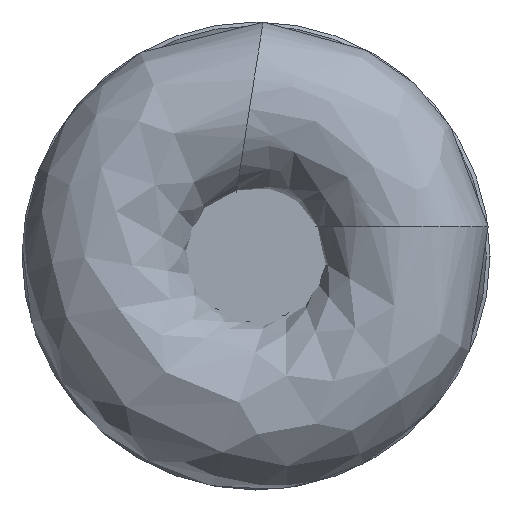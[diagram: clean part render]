
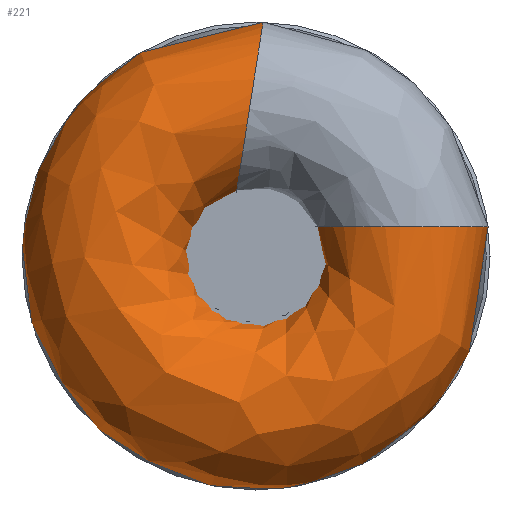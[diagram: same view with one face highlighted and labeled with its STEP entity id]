
A CAD part, left-side view. The second image highlights one B-rep face of the part: STEP entity #221.
In plain terms, the highlighted free-form (B-spline) face has degree [3, 3] with [7, 7] control points.
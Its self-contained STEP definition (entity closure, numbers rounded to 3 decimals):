
#221=ADVANCED_FACE('',(#245,#246),#243,.F.);
#243=(
BOUNDED_SURFACE()
B_SPLINE_SURFACE(3,3,((#557,#558,#559,#560,#561,#562,#563),(#564,#565,#566,
#567,#568,#569,#570),(#571,#572,#573,#574,#575,#576,#577),(#578,#579,#580,
#581,#582,#583,#584),(#585,#586,#587,#588,#589,#590,#591),(#592,#593,#594,
#595,#596,#597,#598),(#599,#600,#601,#602,#603,#604,#605)),
 .UNSPECIFIED.,.T.,.F.,.F.)
B_SPLINE_SURFACE_WITH_KNOTS((1,3,3,3,1),(4,3,4),(-0.5,0.,0.5,1.,1.5),(0.,
0.5,1.),.UNSPECIFIED.)
GEOMETRIC_REPRESENTATION_ITEM()
RATIONAL_B_SPLINE_SURFACE(((1.,0.564,0.564,1.,0.564,
0.564,1.),(0.333,0.188,0.188,
0.333,0.188,0.188,0.333),
(0.333,0.188,0.188,0.333,
0.188,0.188,0.333),(1.,0.564,
0.564,1.,0.564,0.564,1.),(0.333,
0.188,0.188,0.333,0.188,
0.188,0.333),(0.333,0.188,
0.188,0.333,0.188,0.188,
0.333),(1.,0.564,0.564,1.,0.564,
0.564,1.)))
REPRESENTATION_ITEM('')
SURFACE()
);
#245=FACE_BOUND('',#285,.T.);
#246=FACE_BOUND('',#286,.T.);
#285=EDGE_LOOP('',(#327));
#286=EDGE_LOOP('',(#328));
#327=ORIENTED_EDGE('',*,*,#390,.T.);
#328=ORIENTED_EDGE('',*,*,#391,.F.);
#369=VERTEX_POINT('',#554);
#370=VERTEX_POINT('',#556);
#390=EDGE_CURVE('',#369,#369,#411,.T.);
#391=EDGE_CURVE('',#370,#370,#412,.T.);
#411=CIRCLE('',#433,6.);
#412=CIRCLE('',#434,6.);
#433=AXIS2_PLACEMENT_3D('',#553,#473,#474);
#434=AXIS2_PLACEMENT_3D('',#555,#475,#476);
#473=DIRECTION('',(0.,0.988,0.155));
#474=DIRECTION('',(1.,0.,0.));
#475=DIRECTION('',(0.,0.,1.));
#476=DIRECTION('',(1.,0.,0.));
#553=CARTESIAN_POINT('',(6.,0.445,10.065));
#554=CARTESIAN_POINT('',(12.,0.445,10.065));
#555=CARTESIAN_POINT('',(6.,-9.875,2.));
#556=CARTESIAN_POINT('',(12.,-9.875,2.));
#557=CARTESIAN_POINT('',(12.,-9.875,2.));
#558=CARTESIAN_POINT('',(12.,-12.091,-8.943));
#559=CARTESIAN_POINT('',(12.,-2.593,-14.814));
#560=CARTESIAN_POINT('',(12.,6.204,-7.938));
#561=CARTESIAN_POINT('',(12.,15.002,-1.063));
#562=CARTESIAN_POINT('',(12.,11.6,9.572));
#563=CARTESIAN_POINT('',(12.,0.445,10.065));
#564=CARTESIAN_POINT('',(12.,2.125,2.));
#565=CARTESIAN_POINT('',(12.,-0.091,4.356));
#566=CARTESIAN_POINT('',(12.,-3.069,3.092));
#567=CARTESIAN_POINT('',(12.,-2.915,-0.138));
#568=CARTESIAN_POINT('',(12.,-2.762,-3.369));
#569=CARTESIAN_POINT('',(12.,0.322,-4.345));
#570=CARTESIAN_POINT('',(12.,2.305,-1.79));
#571=CARTESIAN_POINT('',(0.,2.125,2.));
#572=CARTESIAN_POINT('',(0.,-0.091,4.356));
#573=CARTESIAN_POINT('',(0.,-3.069,3.092));
#574=CARTESIAN_POINT('',(0.,-2.915,-0.138));
#575=CARTESIAN_POINT('',(0.,-2.762,-3.369));
#576=CARTESIAN_POINT('',(0.,0.322,-4.345));
#577=CARTESIAN_POINT('',(0.,2.305,-1.79));
#578=CARTESIAN_POINT('',(0.,-9.875,2.));
#579=CARTESIAN_POINT('',(0.,-12.091,-8.943));
#580=CARTESIAN_POINT('',(0.,-2.593,-14.814));
#581=CARTESIAN_POINT('',(0.,6.204,-7.938));
#582=CARTESIAN_POINT('',(0.,15.002,-1.063));
#583=CARTESIAN_POINT('',(0.,11.6,9.572));
#584=CARTESIAN_POINT('',(0.,0.445,10.065));
#585=CARTESIAN_POINT('',(0.,-21.875,2.));
#586=CARTESIAN_POINT('',(0.,-24.091,-22.242));
#587=CARTESIAN_POINT('',(0.,-2.118,-32.72));
#588=CARTESIAN_POINT('',(0.,15.323,-15.738));
#589=CARTESIAN_POINT('',(0.,32.765,1.244));
#590=CARTESIAN_POINT('',(0.,22.877,23.489));
#591=CARTESIAN_POINT('',(0.,-1.416,21.92));
#592=CARTESIAN_POINT('',(12.,-21.875,2.));
#593=CARTESIAN_POINT('',(12.,-24.091,-22.242));
#594=CARTESIAN_POINT('',(12.,-2.118,-32.72));
#595=CARTESIAN_POINT('',(12.,15.323,-15.738));
#596=CARTESIAN_POINT('',(12.,32.765,1.244));
#597=CARTESIAN_POINT('',(12.,22.877,23.489));
#598=CARTESIAN_POINT('',(12.,-1.416,21.92));
#599=CARTESIAN_POINT('',(12.,-9.875,2.));
#600=CARTESIAN_POINT('',(12.,-12.091,-8.943));
#601=CARTESIAN_POINT('',(12.,-2.593,-14.814));
#602=CARTESIAN_POINT('',(12.,6.204,-7.938));
#603=CARTESIAN_POINT('',(12.,15.002,-1.063));
#604=CARTESIAN_POINT('',(12.,11.6,9.572));
#605=CARTESIAN_POINT('',(12.,0.445,10.065));
